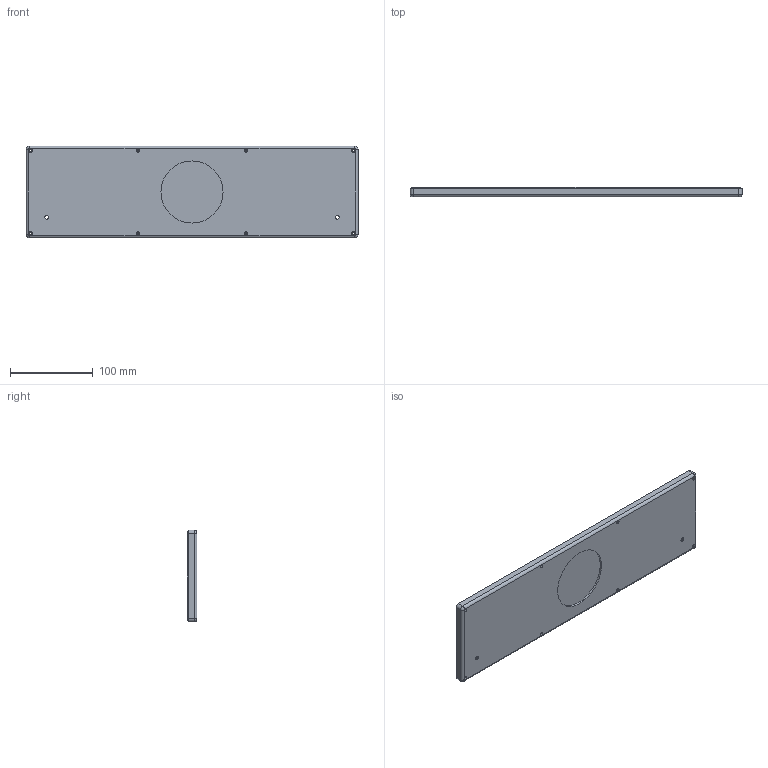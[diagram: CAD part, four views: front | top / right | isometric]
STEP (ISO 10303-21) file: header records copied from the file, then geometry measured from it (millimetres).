
FILE_DESCRIPTION (( 'STEP AP203' ), '1' );
FILE_NAME ('base long.STEP', '2020-02-13T07:26:08', ( '' ), ( '' ), 'SwSTEP 2.0', 'SolidWorks 2017', '' );
FILE_SCHEMA (( 'CONFIG_CONTROL_DESIGN' ));
Length unit declared in the file: millimetre
Products named in the file (1): base long
Bounding box: 401 x 11.75 x 111 mm (x, y, z)
Volume: 192293.3 mm3; surface area: 108825.6 mm2
Topology: 1 solids, 1 shells, 149 faces, 396 edges, 250 vertices
Faces by surface type: cylinder 82, plane 55, cone 8, torus 4
Entity records: 4777 total; most frequent: DIRECTION 878, CARTESIAN_POINT 796, ORIENTED_EDGE 792, EDGE_CURVE 396, AXIS2_PLACEMENT_3D 332, VERTEX_POINT 250, LINE 214, VECTOR 214
